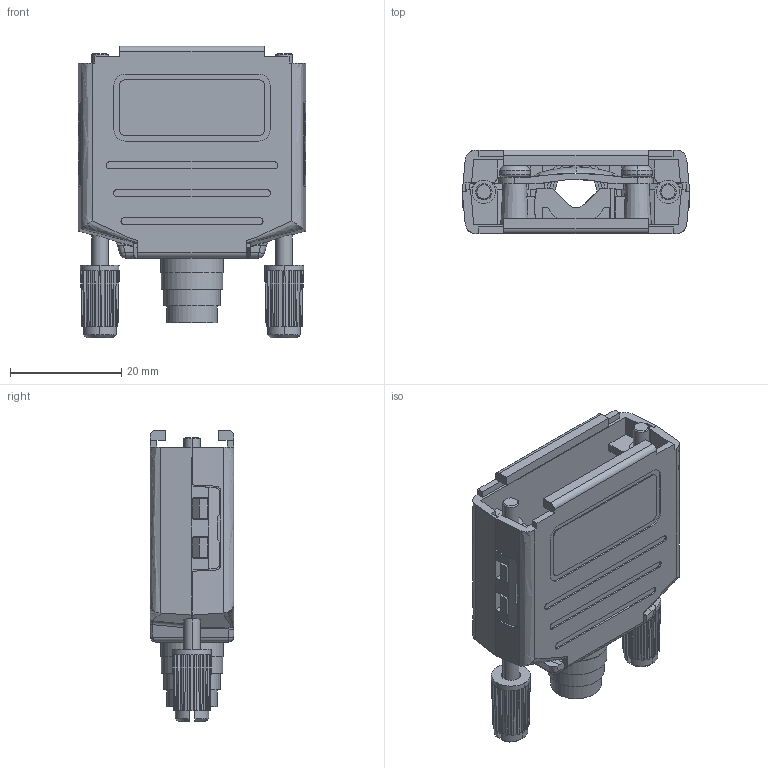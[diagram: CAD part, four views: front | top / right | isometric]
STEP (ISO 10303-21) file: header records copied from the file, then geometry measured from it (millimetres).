
FILE_DESCRIPTION (( 'STEP AP214' ), '1' );
FILE_NAME ('6260-0105-02.STEP', '2022-03-22T10:30:27', ( '' ), ( '' ), 'SwSTEP 2.0', 'SolidWorks 2021', '' );
FILE_SCHEMA (( 'AUTOMOTIVE_DESIGN' ));
Length unit declared in the file: millimetre
Products named in the file (8): 6830-0107-01; 6718-0102-01; 6838-0108-01; 6260-0105-02; 6822-0121 part 1; 6855-0109-01; 6811-0161-32 part 1; 6811-0161-32 part 2
Assembly tree (9 placements, depth 2):
  6260-0105-02
    6718-0102-01  x2
    6822-0121 part 1
    6830-0107-01
    6838-0108-01
    6855-0109-01  x2
    6811-0161-32 part 1
    6811-0161-32 part 2
Bounding box: 40.8 x 15 x 52.3 mm (x, y, z)
Volume: 9038.1 mm3; surface area: 13856.6 mm2
Topology: 11 solids, 11 shells, 1056 faces, 2757 edges, 1762 vertices
Faces by surface type: plane 726, cylinder 231, cone 68, bspline 20, torus 9, sphere 2
Entity records: 28443 total; most frequent: CARTESIAN_POINT 6149, ORIENTED_EDGE 4686, DIRECTION 4437, EDGE_CURVE 2343, LINE 1643, VECTOR 1643, VERTEX_POINT 1509, AXIS2_PLACEMENT_3D 1397
